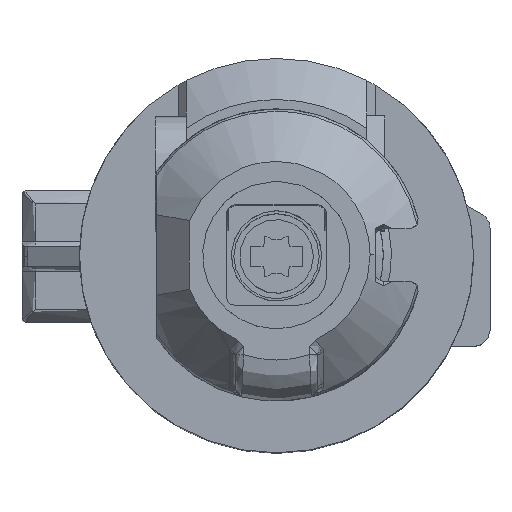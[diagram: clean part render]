
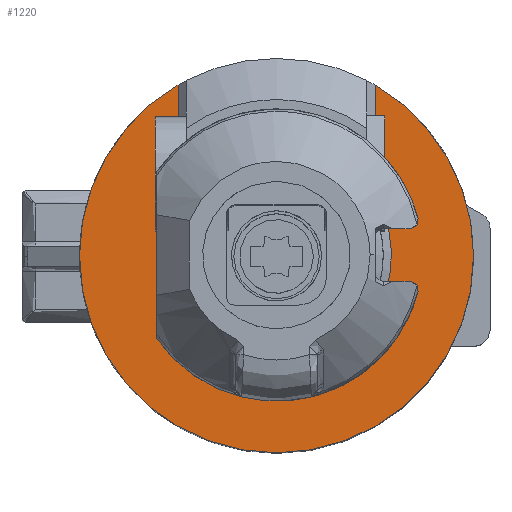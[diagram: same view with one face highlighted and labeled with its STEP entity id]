
A CAD part, top view. The second image highlights one B-rep face of the part: STEP entity #1220.
In plain terms, the highlighted planar face has unit normal (0, 0, 1).
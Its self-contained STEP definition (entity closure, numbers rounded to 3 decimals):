
#921=CIRCLE('',#7613,12.);
#922=CIRCLE('',#7614,7.);
#1220=ADVANCED_FACE('',(#1840),#1553,.F.);
#1553=PLANE('',#7615);
#1840=FACE_OUTER_BOUND('',#2259,.T.);
#2259=EDGE_LOOP('',(#3282,#3283,#3284,#3285));
#3282=ORIENTED_EDGE('',*,*,#5822,.F.);
#3283=ORIENTED_EDGE('',*,*,#5823,.T.);
#3284=ORIENTED_EDGE('',*,*,#5824,.T.);
#3285=ORIENTED_EDGE('',*,*,#5825,.T.);
#5008=VERTEX_POINT('',#13037);
#5009=VERTEX_POINT('',#13038);
#5010=VERTEX_POINT('',#13040);
#5011=VERTEX_POINT('',#13042);
#5822=EDGE_CURVE('',#5008,#5009,#921,.T.);
#5823=EDGE_CURVE('',#5008,#5010,#6626,.T.);
#5824=EDGE_CURVE('',#5010,#5011,#922,.T.);
#5825=EDGE_CURVE('',#5011,#5009,#6627,.T.);
#6626=LINE('',#13039,#7079);
#6627=LINE('',#13043,#7080);
#7079=VECTOR('',#8478,1.);
#7080=VECTOR('',#8481,1.);
#7613=AXIS2_PLACEMENT_3D('',#13036,#8476,#8477);
#7614=AXIS2_PLACEMENT_3D('',#13041,#8479,#8480);
#7615=AXIS2_PLACEMENT_3D('',#13044,#8482,#8483);
#8476=DIRECTION('',(0.,0.,-1.));
#8477=DIRECTION('',(0.,1.,0.));
#8478=DIRECTION('',(0.,-1.,0.));
#8479=DIRECTION('',(0.,0.,-1.));
#8480=DIRECTION('',(0.,1.,0.));
#8481=DIRECTION('',(0.,1.,0.));
#8482=DIRECTION('',(0.,0.,-1.));
#8483=DIRECTION('',(0.,1.,0.));
#13036=CARTESIAN_POINT('',(-200.893,-35.022,178.3));
#13037=CARTESIAN_POINT('',(-194.893,-24.629,178.3));
#13038=CARTESIAN_POINT('',(-206.893,-24.629,178.3));
#13039=CARTESIAN_POINT('',(-194.893,-31.558,178.3));
#13040=CARTESIAN_POINT('',(-194.893,-31.416,178.3));
#13041=CARTESIAN_POINT('',(-200.893,-35.022,178.3));
#13042=CARTESIAN_POINT('',(-206.893,-31.416,178.3));
#13043=CARTESIAN_POINT('',(-206.893,-24.356,178.3));
#13044=CARTESIAN_POINT('',(-200.893,-35.022,178.3));
